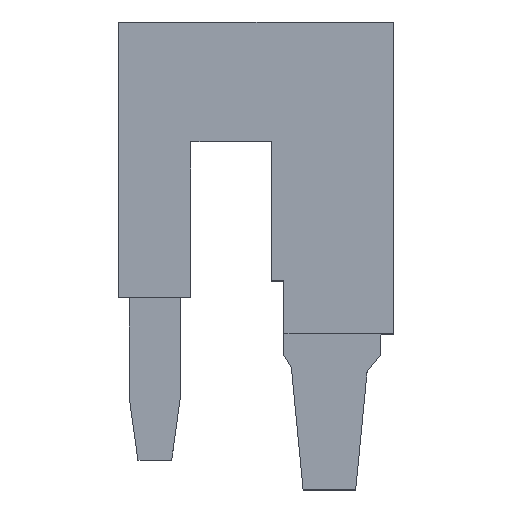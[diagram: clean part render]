
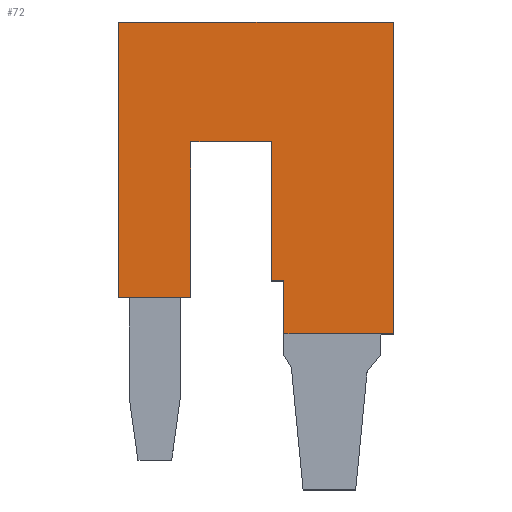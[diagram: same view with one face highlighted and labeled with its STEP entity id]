
A CAD part, top view. The second image highlights one B-rep face of the part: STEP entity #72.
In plain terms, the highlighted planar face has unit normal (0, 0, 1).
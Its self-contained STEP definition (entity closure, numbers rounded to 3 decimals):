
#72=ADVANCED_FACE('',(#128),#129,.F.);
#128=FACE_OUTER_BOUND('',#185,.T.);
#129=PLANE('',#186);
#185=EDGE_LOOP('',(#399,#400,#401,#402,#403,#404,#405,#406,#407,#408));
#186=AXIS2_PLACEMENT_3D('',#409,#410,#411);
#399=ORIENTED_EDGE('',*,*,#460,.T.);
#400=ORIENTED_EDGE('',*,*,#429,.T.);
#401=ORIENTED_EDGE('',*,*,#433,.T.);
#402=ORIENTED_EDGE('',*,*,#436,.T.);
#403=ORIENTED_EDGE('',*,*,#439,.T.);
#404=ORIENTED_EDGE('',*,*,#444,.T.);
#405=ORIENTED_EDGE('',*,*,#447,.T.);
#406=ORIENTED_EDGE('',*,*,#452,.T.);
#407=ORIENTED_EDGE('',*,*,#455,.T.);
#408=ORIENTED_EDGE('',*,*,#458,.T.);
#409=CARTESIAN_POINT('',(11.455,16.005,1.5));
#410=DIRECTION('',(0.,0.,-1.0));
#411=DIRECTION('',(1.0,0.,0.));
#429=EDGE_CURVE('',#513,#511,#514,.T.);
#433=EDGE_CURVE('',#511,#518,#520,.T.);
#436=EDGE_CURVE('',#518,#523,#525,.T.);
#439=EDGE_CURVE('',#523,#528,#530,.T.);
#444=EDGE_CURVE('',#528,#536,#538,.T.);
#447=EDGE_CURVE('',#536,#541,#543,.T.);
#452=EDGE_CURVE('',#541,#549,#551,.T.);
#455=EDGE_CURVE('',#549,#554,#556,.T.);
#458=EDGE_CURVE('',#554,#559,#561,.T.);
#460=EDGE_CURVE('',#559,#513,#563,.T.);
#511=VERTEX_POINT('',#641);
#513=VERTEX_POINT('',#644);
#514=LINE('',#645,#646);
#518=VERTEX_POINT('',#652);
#520=LINE('',#655,#656);
#523=VERTEX_POINT('',#660);
#525=LINE('',#663,#664);
#528=VERTEX_POINT('',#668);
#530=LINE('',#671,#672);
#536=VERTEX_POINT('',#681);
#538=LINE('',#684,#685);
#541=VERTEX_POINT('',#689);
#543=LINE('',#692,#693);
#549=VERTEX_POINT('',#702);
#551=LINE('',#705,#706);
#554=VERTEX_POINT('',#710);
#556=LINE('',#713,#714);
#559=VERTEX_POINT('',#718);
#561=LINE('',#721,#722);
#563=LINE('',#725,#726);
#641=CARTESIAN_POINT('',(-7.443,10.1,1.5));
#644=CARTESIAN_POINT('',(-7.443,1.9,1.5));
#645=CARTESIAN_POINT('',(-7.443,14.975,1.5));
#646=VECTOR('',#817,1.0);
#652=CARTESIAN_POINT('',(-3.2,10.1,1.5));
#655=CARTESIAN_POINT('',(-59.723,10.1,1.5));
#656=VECTOR('',#821,1.0);
#660=CARTESIAN_POINT('',(-3.2,2.787,1.5));
#663=CARTESIAN_POINT('',(-3.2,14.975,1.5));
#664=VECTOR('',#824,1.0);
#668=CARTESIAN_POINT('',(-2.55,2.787,1.5));
#671=CARTESIAN_POINT('',(-59.723,2.787,1.5));
#672=VECTOR('',#827,1.0);
#681=CARTESIAN_POINT('',(-2.55,0.0,1.5));
#684=CARTESIAN_POINT('',(-2.55,14.975,1.5));
#685=VECTOR('',#832,1.0);
#689=CARTESIAN_POINT('',(3.2,0.0,1.5));
#692=CARTESIAN_POINT('',(-59.723,0.0,1.5));
#693=VECTOR('',#835,1.0);
#702=CARTESIAN_POINT('',(3.2,16.4,1.5));
#705=CARTESIAN_POINT('',(3.2,14.975,1.5));
#706=VECTOR('',#840,1.0);
#710=CARTESIAN_POINT('',(-11.243,16.4,1.5));
#713=CARTESIAN_POINT('',(-59.723,16.4,1.5));
#714=VECTOR('',#843,1.0);
#718=CARTESIAN_POINT('',(-11.243,1.9,1.5));
#721=CARTESIAN_POINT('',(-11.243,14.975,1.5));
#722=VECTOR('',#846,1.0);
#725=CARTESIAN_POINT('',(-59.723,1.9,1.5));
#726=VECTOR('',#848,1.0);
#817=DIRECTION('',(0.,1.0,0.));
#821=DIRECTION('',(1.0,0.,0.));
#824=DIRECTION('',(0.,-1.0,0.));
#827=DIRECTION('',(1.0,0.0,0.));
#832=DIRECTION('',(0.,-1.0,0.));
#835=DIRECTION('',(1.0,0.0,0.));
#840=DIRECTION('',(0.,1.0,0.));
#843=DIRECTION('',(-1.0,0.0,0.));
#846=DIRECTION('',(0.,-1.0,0.));
#848=DIRECTION('',(1.0,0.,0.));
